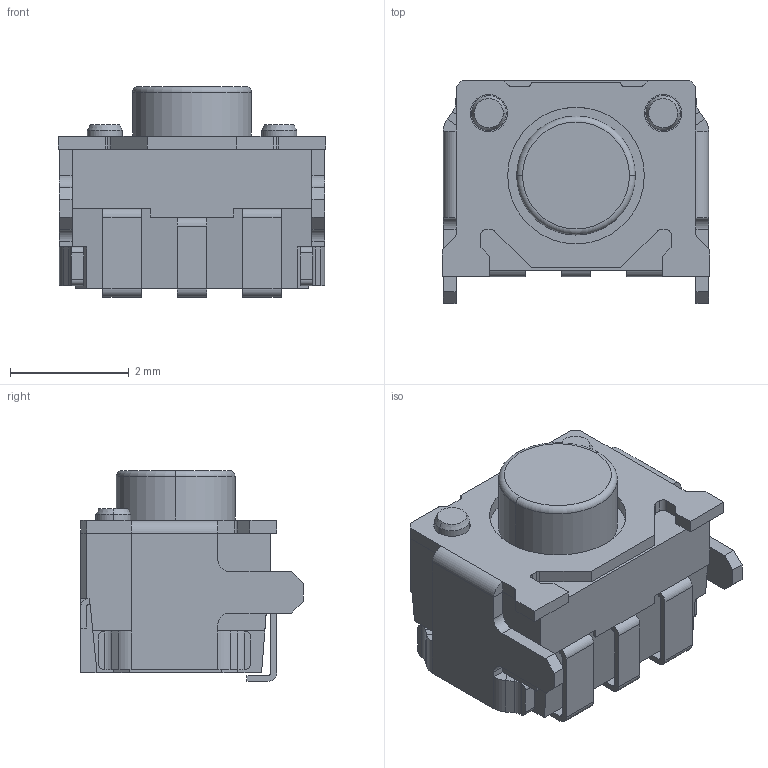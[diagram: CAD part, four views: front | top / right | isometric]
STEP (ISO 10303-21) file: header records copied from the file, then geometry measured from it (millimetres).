
FILE_DESCRIPTION (( 'STEP AP214' ), '1' );
FILE_NAME ('SKRTLAE010.STEP', '2023-02-06T15:38:14', ( '' ), ( '' ), 'SwSTEP 2.0', 'SolidWorks 2021', '' );
FILE_SCHEMA (( 'AUTOMOTIVE_DESIGN' ));
Length unit declared in the file: millimetre
Products named in the file (1): SKRTLAE010
Bounding box: 4.5 x 3.75 x 3.55 mm (x, y, z)
Volume: 36.3 mm3; surface area: 129.1 mm2
Topology: 8 solids, 8 shells, 251 faces, 621 edges, 388 vertices
Faces by surface type: plane 175, cylinder 70, cone 4, torus 2
Entity records: 7428 total; most frequent: DIRECTION 1273, CARTESIAN_POINT 1261, ORIENTED_EDGE 1242, EDGE_CURVE 621, VECTOR 473, LINE 473, AXIS2_PLACEMENT_3D 400, VERTEX_POINT 388
